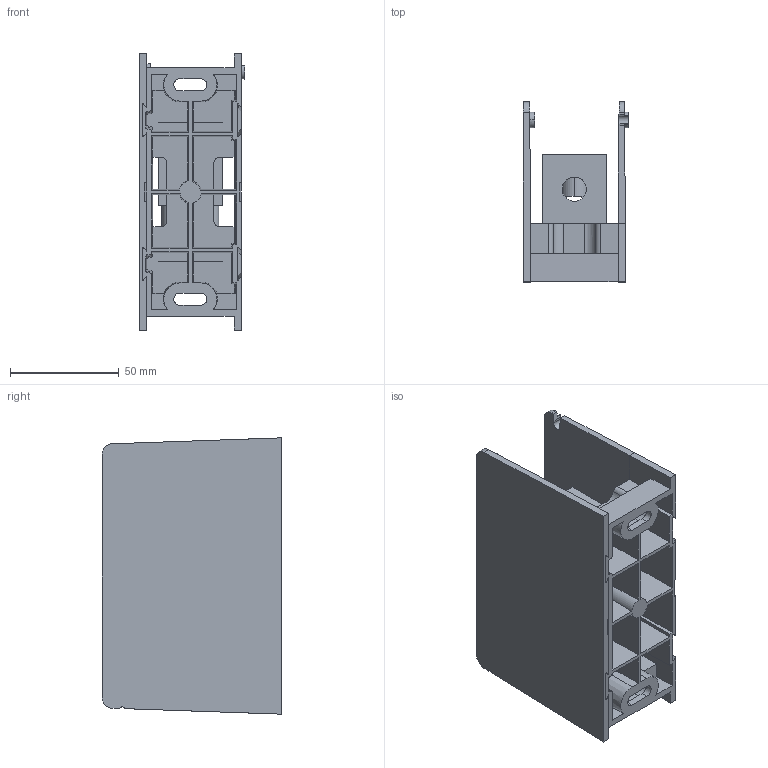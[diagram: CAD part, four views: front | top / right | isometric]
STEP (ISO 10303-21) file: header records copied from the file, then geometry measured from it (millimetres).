
FILE_DESCRIPTION (( 'STEP AP214' ), '1' );
FILE_NAME ('701870rev-1P.STEP', '2014-10-30T11:44:32', ( '' ), ( '' ), 'SwSTEP 2.0', 'SolidWorks 2013', '' );
FILE_SCHEMA (( 'AUTOMOTIVE_DESIGN' ));
Length unit declared in the file: inch
Products named in the file (1): 701870rev-1P
Bounding box: 48.6 x 82.55 x 127.01 mm (x, y, z)
Surface area: 74091.8 mm2 (no closed solid volume)
Topology: 0 solids, 9 shells, 252 faces, 844 edges, 598 vertices
Faces by surface type: plane 164, cylinder 76, cone 12
Entity records: 12883 total; most frequent: CARTESIAN_POINT 2590, ORIENTED_EDGE 1430, DIRECTION 1329, EDGE_CURVE 844, VERTEX_POINT 598, VECTOR 563, LINE 563, AXIS2_PLACEMENT_3D 383
